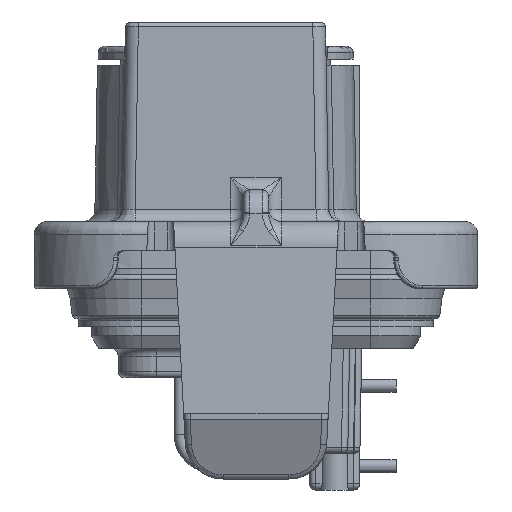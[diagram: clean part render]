
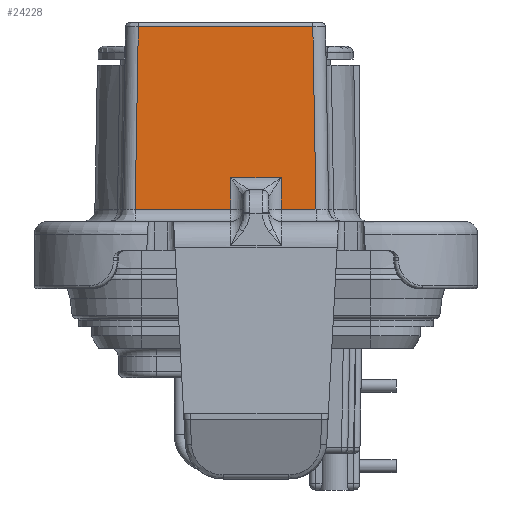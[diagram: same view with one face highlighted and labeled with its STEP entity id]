
A CAD part, left-side view. The second image highlights one B-rep face of the part: STEP entity #24228.
In plain terms, the highlighted planar face has unit normal (-1, 0, 0.018).
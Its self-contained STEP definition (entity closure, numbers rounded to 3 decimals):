
#3055=CARTESIAN_POINT('',(-20.517,9.281,
-0.393));
#3067=CARTESIAN_POINT('',(-20.768,9.532,
-14.765));
#3080=DIRECTION('',(0.,1.,0.));
#3081=VECTOR('',#3080,13.762);
#3082=CARTESIAN_POINT('',(-20.517,-4.481,
-0.393));
#3083=LINE('',#3082,#3081);
#3087=DIRECTION('',(-0.017,-0.017,-1.));
#3088=VECTOR('',#3087,14.377);
#3089=CARTESIAN_POINT('',(-20.517,-4.481,
-0.393));
#3090=LINE('',#3089,#3088);
#3094=DIRECTION('',(0.,1.,0.));
#3095=VECTOR('',#3094,2.732);
#3096=CARTESIAN_POINT('',(-20.768,-4.732,
-14.765));
#3097=LINE('',#3096,#3095);
#3101=DIRECTION('',(0.017,0.,1.));
#3102=VECTOR('',#3101,2.5);
#3103=CARTESIAN_POINT('',(-20.768,-2.,
-14.765));
#3104=LINE('',#3103,#3102);
#3108=DIRECTION('',(0.,1.,0.));
#3109=VECTOR('',#3108,4.);
#3110=CARTESIAN_POINT('',(-20.724,-2.,-12.265));
#3111=LINE('',#3110,#3109);
#3115=DIRECTION('',(-0.017,0.,-1.));
#3116=VECTOR('',#3115,2.5);
#3117=CARTESIAN_POINT('',(-20.724,2.,-12.265));
#3118=LINE('',#3117,#3116);
#3122=DIRECTION('',(0.,1.,0.));
#3123=VECTOR('',#3122,7.532);
#3124=CARTESIAN_POINT('',(-20.768,2.,
-14.765));
#3125=LINE('',#3124,#3123);
#3129=DIRECTION('',(-0.017,0.017,-1.));
#3130=VECTOR('',#3129,14.377);
#3131=CARTESIAN_POINT('',(-20.517,9.281,
-0.393));
#3132=LINE('',#3131,#3130);
#3733=CARTESIAN_POINT('',(-20.724,2.,-12.265));
#3747=CARTESIAN_POINT('',(-20.724,-2.,-12.265));
#20057=VERTEX_POINT('',#3747);
#20059=VERTEX_POINT('',#3733);
#20075=CARTESIAN_POINT('',(-20.768,2.,
-14.765));
#20076=VERTEX_POINT('',#20075);
#20081=CARTESIAN_POINT('',(-20.768,-2.,
-14.765));
#20082=VERTEX_POINT('',#20081);
#20147=VERTEX_POINT('',#3067);
#20179=CARTESIAN_POINT('',(-20.768,-4.732,
-14.765));
#20180=VERTEX_POINT('',#20179);
#20272=VERTEX_POINT('',#3055);
#20274=CARTESIAN_POINT('',(-20.517,-4.481,
-0.393));
#20275=VERTEX_POINT('',#20274);
#24207=CARTESIAN_POINT('',(-20.785,12.138,-15.748));
#24208=DIRECTION('',(-1.,0.,0.017));
#24209=DIRECTION('',(0.,1.,0.));
#24210=AXIS2_PLACEMENT_3D('',#24207,#24208,#24209);
#24211=PLANE('',#24210);
#24213=ORIENTED_EDGE('',*,*,#24212,.F.);
#24214=ORIENTED_EDGE('',*,*,#23196,.T.);
#24216=ORIENTED_EDGE('',*,*,#24215,.T.);
#24218=ORIENTED_EDGE('',*,*,#24217,.T.);
#24220=ORIENTED_EDGE('',*,*,#24219,.T.);
#24222=ORIENTED_EDGE('',*,*,#24221,.T.);
#24224=ORIENTED_EDGE('',*,*,#24223,.T.);
#24225=ORIENTED_EDGE('',*,*,#24199,.F.);
#24226=EDGE_LOOP('',(#24213,#24214,#24216,#24218,#24220,#24222,#24224,#24225));
#24227=FACE_OUTER_BOUND('',#24226,.F.);
#23196=EDGE_CURVE('',#20275,#20180,#3090,.T.);
#24199=EDGE_CURVE('',#20272,#20147,#3132,.T.);
#24212=EDGE_CURVE('',#20275,#20272,#3083,.T.);
#24215=EDGE_CURVE('',#20180,#20082,#3097,.T.);
#24217=EDGE_CURVE('',#20082,#20057,#3104,.T.);
#24219=EDGE_CURVE('',#20057,#20059,#3111,.T.);
#24221=EDGE_CURVE('',#20059,#20076,#3118,.T.);
#24223=EDGE_CURVE('',#20076,#20147,#3125,.T.);
#24228=ADVANCED_FACE('',(#24227),#24211,.T.);
